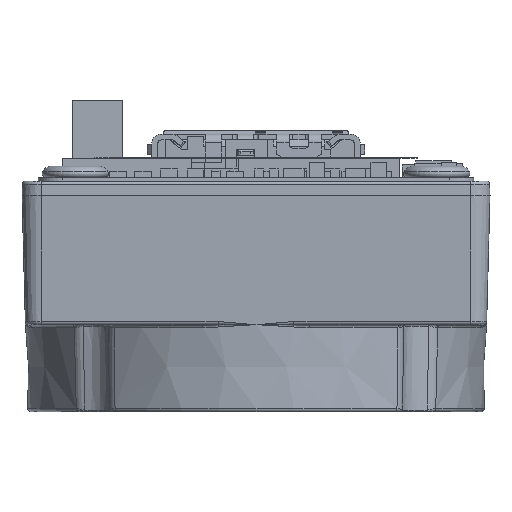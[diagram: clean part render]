
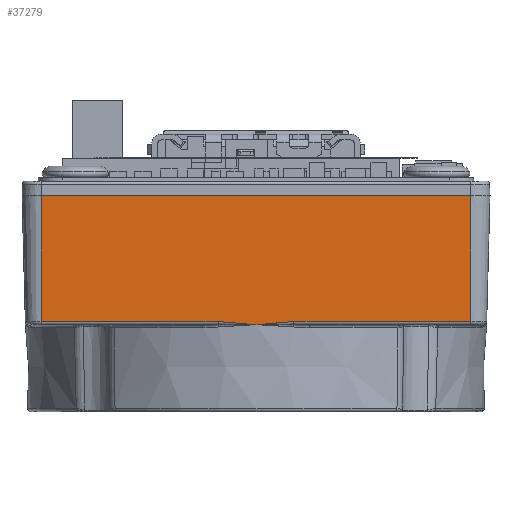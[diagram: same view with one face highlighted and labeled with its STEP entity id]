
A CAD part, left-side view. The second image highlights one B-rep face of the part: STEP entity #37279.
In plain terms, the highlighted planar face has unit normal (-1, 0, -0.026).
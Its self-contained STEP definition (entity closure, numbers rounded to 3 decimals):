
#753=B_SPLINE_CURVE_WITH_KNOTS('',3,(#65563,#65564,#65565,#65566,#65567,
#65568),.UNSPECIFIED.,.F.,.F.,(4,2,4),(-0.002,0.116,
0.234),.UNSPECIFIED.);
#756=B_SPLINE_CURVE_WITH_KNOTS('',3,(#65756,#65757,#65758,#65759,#65760,
#65761),.UNSPECIFIED.,.F.,.F.,(4,2,4),(0.451,0.685,
0.687),.UNSPECIFIED.);
#4506=LINE('',#65531,#8298);
#4516=LINE('',#65694,#8308);
#4521=LINE('',#65777,#8313);
#4522=LINE('',#65781,#8314);
#4523=LINE('',#65782,#8315);
#8298=VECTOR('',#48329,10.948);
#8308=VECTOR('',#48401,10.948);
#8313=VECTOR('',#48420,7.808);
#8314=VECTOR('',#48425,7.808);
#8315=VECTOR('',#48426,26.6);
#9771=PLANE('',#39752);
#11866=FACE_OUTER_BOUND('',#13992,.T.);
#13992=EDGE_LOOP('',(#33087,#33088,#33089,#33090,#33091,#33092,#33093));
#18017=VERTEX_POINT('',#65188);
#18034=VERTEX_POINT('',#65528);
#18035=VERTEX_POINT('',#65530);
#18049=VERTEX_POINT('',#65686);
#18051=VERTEX_POINT('',#65693);
#18056=VERTEX_POINT('',#65776);
#18057=VERTEX_POINT('',#65780);
#23001=EDGE_CURVE('',#18034,#18035,#4506,.T.);
#23003=EDGE_CURVE('',#18017,#18034,#753,.T.);
#23031=EDGE_CURVE('',#18049,#18051,#4516,.T.);
#23034=EDGE_CURVE('',#18051,#18017,#756,.T.);
#23041=EDGE_CURVE('',#18056,#18035,#4521,.T.);
#23043=EDGE_CURVE('',#18057,#18049,#4522,.T.);
#23044=EDGE_CURVE('',#18057,#18056,#4523,.T.);
#33087=ORIENTED_EDGE('',*,*,#23001,.F.);
#33088=ORIENTED_EDGE('',*,*,#23003,.F.);
#33089=ORIENTED_EDGE('',*,*,#23034,.F.);
#33090=ORIENTED_EDGE('',*,*,#23031,.F.);
#33091=ORIENTED_EDGE('',*,*,#23043,.F.);
#33092=ORIENTED_EDGE('',*,*,#23044,.T.);
#33093=ORIENTED_EDGE('',*,*,#23041,.T.);
#37279=ADVANCED_FACE('',(#11866),#9771,.T.);
#39752=AXIS2_PLACEMENT_3D('',#65779,#48423,#48424);
#48329=DIRECTION('',(0.,1.,0.));
#48401=DIRECTION('',(0.,1.,0.));
#48420=DIRECTION('',(0.026,0.,-1.));
#48423=DIRECTION('center_axis',(-1.,0.,
-0.026));
#48424=DIRECTION('ref_axis',(0.,1.,0.));
#48425=DIRECTION('',(0.026,0.,-1.));
#48426=DIRECTION('',(0.,1.,0.));
#65188=CARTESIAN_POINT('',(-14.291,0.,5.388));
#65528=CARTESIAN_POINT('',(-14.296,2.352,5.583));
#65530=CARTESIAN_POINT('',(-14.296,13.3,5.583));
#65531=CARTESIAN_POINT('',(-14.296,6.65,5.583));
#65563=CARTESIAN_POINT('Ctrl Pts',(-14.291,0.,
5.388));
#65564=CARTESIAN_POINT('Ctrl Pts',(-14.292,0.391,
5.435));
#65565=CARTESIAN_POINT('Ctrl Pts',(-14.293,0.782,
5.481));
#65566=CARTESIAN_POINT('Ctrl Pts',(-14.295,1.566,5.554));
#65567=CARTESIAN_POINT('Ctrl Pts',(-14.296,1.958,5.583));
#65568=CARTESIAN_POINT('Ctrl Pts',(-14.296,2.352,5.583));
#65686=CARTESIAN_POINT('',(-14.296,-13.3,5.583));
#65693=CARTESIAN_POINT('',(-14.296,-2.352,5.583));
#65694=CARTESIAN_POINT('',(-14.296,6.65,5.583));
#65756=CARTESIAN_POINT('Ctrl Pts',(-14.296,-2.352,
5.583));
#65757=CARTESIAN_POINT('Ctrl Pts',(-14.296,-1.57,
5.583));
#65758=CARTESIAN_POINT('Ctrl Pts',(-14.293,-0.792,
5.481));
#65759=CARTESIAN_POINT('Ctrl Pts',(-14.291,-0.01,
5.389));
#65760=CARTESIAN_POINT('Ctrl Pts',(-14.291,-0.005,
5.389));
#65761=CARTESIAN_POINT('Ctrl Pts',(-14.291,0.,
5.388));
#65776=CARTESIAN_POINT('',(-14.5,13.3,13.388));
#65777=CARTESIAN_POINT('',(-14.5,13.3,13.388));
#65779=CARTESIAN_POINT('Origin',(-14.5,13.3,13.388));
#65780=CARTESIAN_POINT('',(-14.5,-13.3,13.388));
#65781=CARTESIAN_POINT('',(-14.5,-13.3,13.388));
#65782=CARTESIAN_POINT('',(-14.5,-13.3,13.388));
